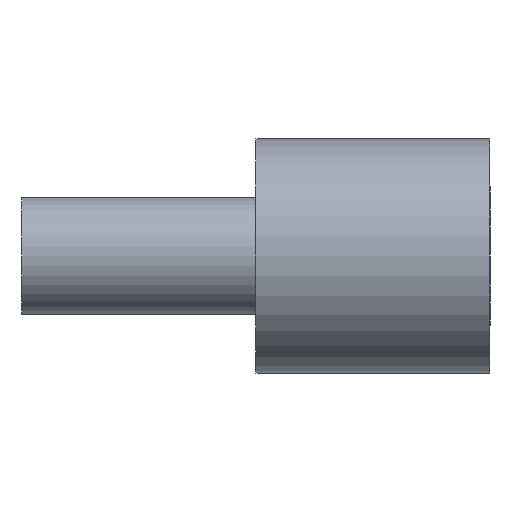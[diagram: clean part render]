
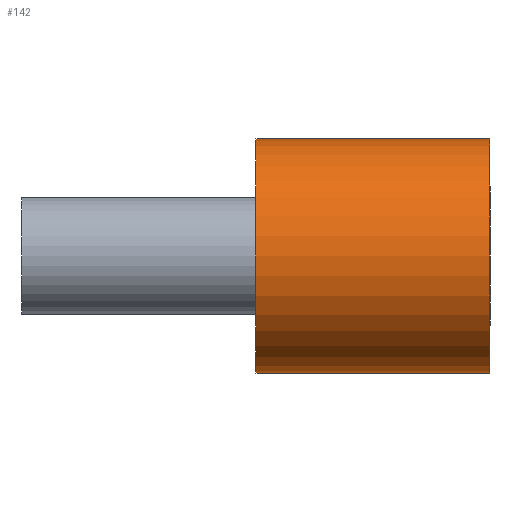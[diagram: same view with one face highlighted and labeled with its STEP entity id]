
A CAD part, left-side view. The second image highlights one B-rep face of the part: STEP entity #142.
In plain terms, the highlighted cylindrical face has radius 25.4 mm (diameter 50.8 mm), a partial arc.
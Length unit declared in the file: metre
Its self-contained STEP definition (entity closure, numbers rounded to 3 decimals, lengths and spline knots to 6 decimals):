
#20=CIRCLE('',#165,0.0254);
#21=CIRCLE('',#166,0.0254);
#28=CYLINDRICAL_SURFACE('',#164,0.0254);
#36=ORIENTED_EDGE('',*,*,#68,.T.);
#37=ORIENTED_EDGE('',*,*,#69,.F.);
#38=ORIENTED_EDGE('',*,*,#70,.F.);
#39=ORIENTED_EDGE('',*,*,#65,.T.);
#65=EDGE_CURVE('',#82,#80,#93,.T.);
#68=EDGE_CURVE('',#80,#84,#20,.T.);
#69=EDGE_CURVE('',#85,#84,#96,.T.);
#70=EDGE_CURVE('',#82,#85,#21,.T.);
#80=VERTEX_POINT('',#227);
#82=VERTEX_POINT('',#230);
#84=VERTEX_POINT('',#236);
#85=VERTEX_POINT('',#238);
#93=LINE('',#229,#101);
#96=LINE('',#237,#104);
#101=VECTOR('',#185,1.);
#104=VECTOR('',#192,1.);
#109=EDGE_LOOP('',(#36,#37,#38,#39));
#123=FACE_BOUND('',#109,.T.);
#142=ADVANCED_FACE('',(#123),#28,.T.);
#164=AXIS2_PLACEMENT_3D('',#234,#188,#189);
#165=AXIS2_PLACEMENT_3D('',#235,#190,#191);
#166=AXIS2_PLACEMENT_3D('',#239,#193,#194);
#185=DIRECTION('',(0.,1.,0.));
#188=DIRECTION('',(0.,1.,0.));
#189=DIRECTION('',(0.,0.,1.));
#190=DIRECTION('',(0.,-1.,0.));
#191=DIRECTION('',(1.,0.,0.));
#192=DIRECTION('',(0.,1.,0.));
#193=DIRECTION('',(0.,-1.,0.));
#194=DIRECTION('',(1.,0.,0.));
#227=CARTESIAN_POINT('',(-0.113791,0.,0.041606));
#229=CARTESIAN_POINT('',(-0.113791,-0.0508,0.041606));
#230=CARTESIAN_POINT('',(-0.113791,-0.0508,0.041606));
#234=CARTESIAN_POINT('',(-0.113791,-0.0508,0.016206));
#235=CARTESIAN_POINT('',(-0.113791,0.,0.016206));
#236=CARTESIAN_POINT('',(-0.113791,0.,-0.009194));
#237=CARTESIAN_POINT('',(-0.113791,-0.0508,-0.009194));
#238=CARTESIAN_POINT('',(-0.113791,-0.0508,-0.009194));
#239=CARTESIAN_POINT('',(-0.113791,-0.0508,0.016206));
